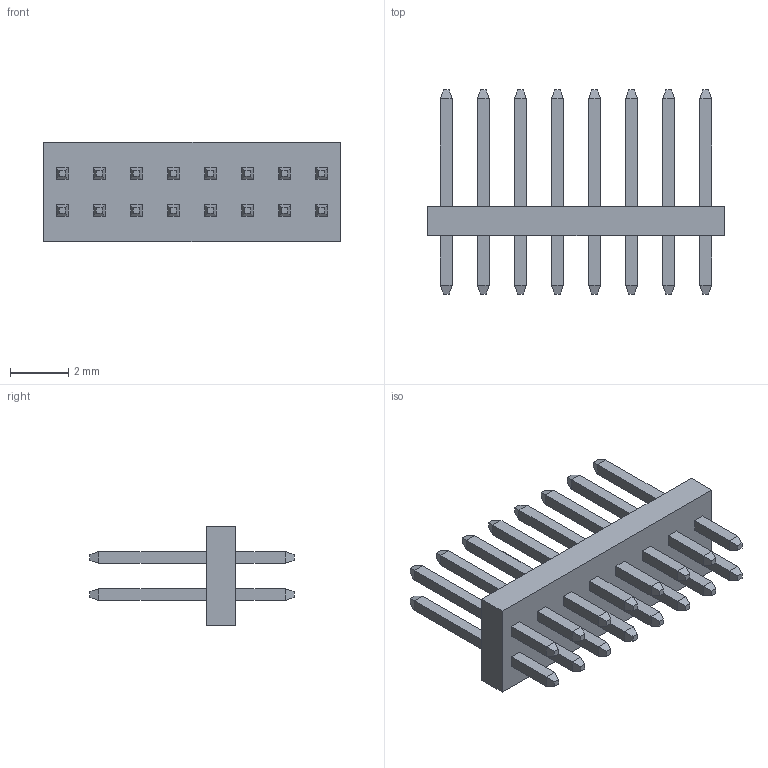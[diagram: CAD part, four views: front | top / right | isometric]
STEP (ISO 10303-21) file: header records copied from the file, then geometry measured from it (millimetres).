
FILE_DESCRIPTION((''),'2;1');
FILE_NAME('FPH12730-D08S1014070410B','2024-08-13T',('工程三'),(''),'PRO/ENGINEER BY PARAMETRIC TECHNOLOGY CORPORATION, 2010280','PRO/ENGINEER BY PARAMETRIC TECHNOLOGY CORPORATION, 2010280','');
FILE_SCHEMA(('CONFIG_CONTROL_DESIGN'));
Length unit declared in the file: millimetre
Products named in the file (1): FPH12730-D08S1014070410B
Bounding box: 10.16 x 7 x 3.4 mm (x, y, z)
Volume: 49.3 mm3; surface area: 242.8 mm2
Topology: 1 solids, 1 shells, 294 faces, 652 edges, 392 vertices
Faces by surface type: plane 294
Entity records: 7810 total; most frequent: CARTESIAN_POINT 1338, ORIENTED_EDGE 1304, DIRECTION 1240, VECTOR 652, LINE 652, EDGE_CURVE 652, VERTEX_POINT 392, EDGE_LOOP 326
